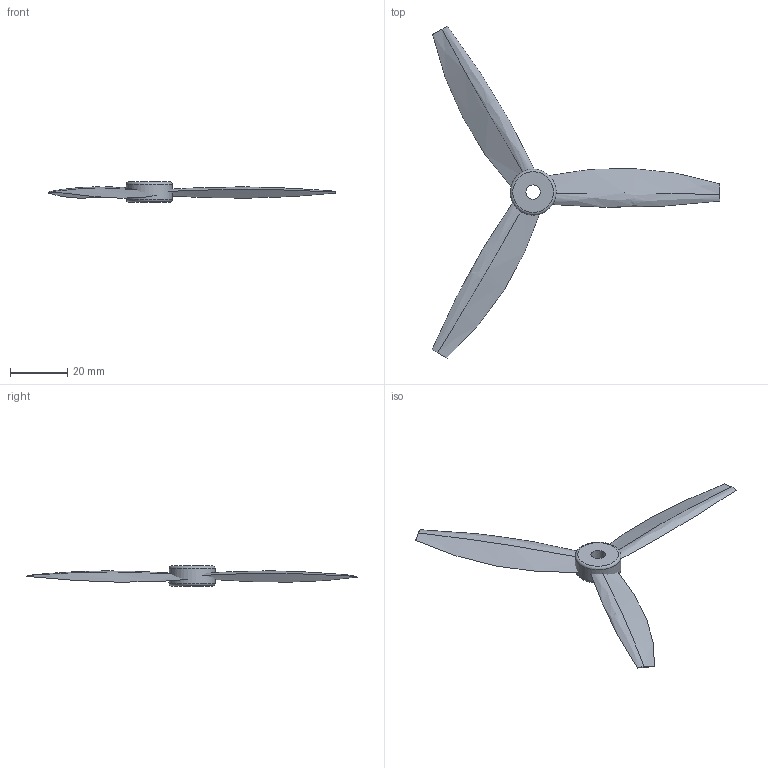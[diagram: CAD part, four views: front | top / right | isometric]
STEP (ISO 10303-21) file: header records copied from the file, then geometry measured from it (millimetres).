
FILE_DESCRIPTION(('FreeCAD Model'),'2;1');
FILE_NAME('Open CASCADE Shape Model','2023-11-24T10:10:58',(''),(''), 'Open CASCADE STEP processor 7.6','FreeCAD','Unknown');
FILE_SCHEMA(('AUTOMOTIVE_DESIGN { 1 0 10303 214 1 1 1 1 }'));
Length unit declared in the file: millimetre
Products named in the file (1): prop_003
Bounding box: 100.18 x 115.58 x 7 mm (x, y, z)
Volume: 403 mm3; surface area: 5160.8 mm2
Topology: 1 solids, 4 shells, 21 faces, 37 edges, 24 vertices
Faces by surface type: bspline 9, plane 8, cylinder 2, torus 2
Full cylindrical faces by diameter (mm): 5 x1, 16 x1
Entity records: 1364 total; most frequent: CARTESIAN_POINT 634, DIRECTION 100, ORIENTED_EDGE 74, PCURVE 74, DEFINITIONAL_REPRESENTATION 74, LINE 54, VECTOR 54, B_SPLINE_CURVE_WITH_KNOTS 45
